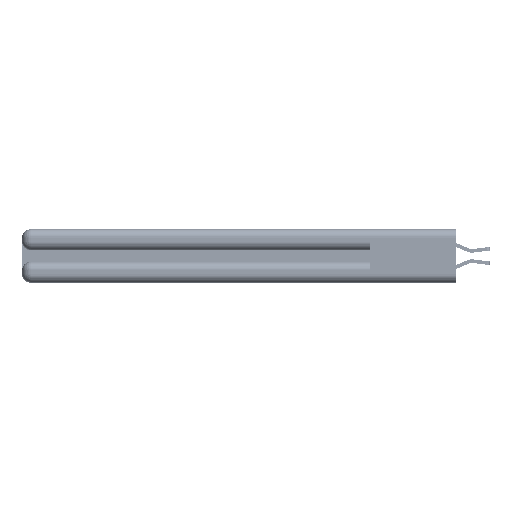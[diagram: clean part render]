
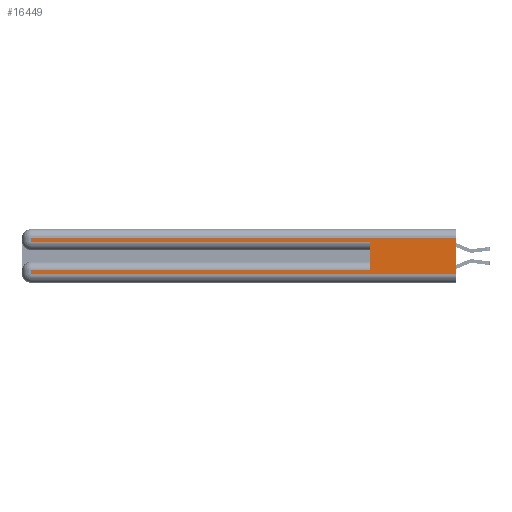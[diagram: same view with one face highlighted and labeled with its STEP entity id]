
A CAD part, left-side view. The second image highlights one B-rep face of the part: STEP entity #16449.
In plain terms, the highlighted planar face has unit normal (-1, 0, 0).
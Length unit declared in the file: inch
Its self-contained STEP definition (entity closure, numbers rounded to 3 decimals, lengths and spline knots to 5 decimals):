
#209 = EDGE_CURVE ( 'NONE', #9626, #6589, #47403, .T. ) ;
#254 = CARTESIAN_POINT ( 'NONE',  ( 0., 0.6, 0.285 ) ) ;
#1311 = CARTESIAN_POINT ( 'NONE',  ( 0., 2.94, 0.285 ) ) ;
#1435 = DIRECTION ( 'NONE',  ( 1., 0., 0. ) ) ;
#2688 = EDGE_CURVE ( 'NONE', #9626, #34852, #22075, .T. ) ;
#3000 = VECTOR ( 'NONE', #46342, 39.37008 ) ;
#3082 = VERTEX_POINT ( 'NONE', #35701 ) ;
#3112 = VECTOR ( 'NONE', #27419, 39.37008 ) ;
#3310 = VECTOR ( 'NONE', #4887, 39.37008 ) ;
#4887 = DIRECTION ( 'NONE',  ( 0., -1., 0. ) ) ;
#4897 = EDGE_CURVE ( 'NONE', #22660, #8340, #35590, .T. ) ;
#5218 = ORIENTED_EDGE ( 'NONE', *, *, #41436, .T. ) ;
#5602 = VERTEX_POINT ( 'NONE', #1311 ) ;
#5763 = LINE ( 'NONE', #12503, #3310 ) ;
#6589 = VERTEX_POINT ( 'NONE', #45854 ) ;
#8340 = VERTEX_POINT ( 'NONE', #29857 ) ;
#9291 = DIRECTION ( 'NONE',  ( 0., 1., 0. ) ) ;
#9626 = VERTEX_POINT ( 'NONE', #45256 ) ;
#10123 = FACE_OUTER_BOUND ( 'NONE', #43900, .T. ) ;
#10577 = DIRECTION ( 'NONE',  ( 0., 0., 1. ) ) ;
#10690 = VERTEX_POINT ( 'NONE', #33000 ) ;
#12503 = CARTESIAN_POINT ( 'NONE',  ( 0., 0., 0.285 ) ) ;
#13018 = DIRECTION ( 'NONE',  ( 0., 0., -1. ) ) ;
#13315 = LINE ( 'NONE', #22642, #3000 ) ;
#14674 = AXIS2_PLACEMENT_3D ( 'NONE', #28110, #1435, #28284 ) ;
#15059 = DIRECTION ( 'NONE',  ( 0., -1., 0. ) ) ;
#15911 = DIRECTION ( 'NONE',  ( 0., 1., 0. ) ) ;
#15937 = CARTESIAN_POINT ( 'NONE',  ( 0., 0., 0.37 ) ) ;
#16449 = ADVANCED_FACE ( 'NONE', ( #10123 ), #47267, .F. ) ;
#16998 = VECTOR ( 'NONE', #9291, 39.37008 ) ;
#18337 = EDGE_CURVE ( 'NONE', #8340, #5602, #20062, .T. ) ;
#19025 = ORIENTED_EDGE ( 'NONE', *, *, #209, .T. ) ;
#19507 = ORIENTED_EDGE ( 'NONE', *, *, #2688, .F. ) ;
#20062 = LINE ( 'NONE', #35826, #30169 ) ;
#21808 = CARTESIAN_POINT ( 'NONE',  ( 0., 0., 0.31 ) ) ;
#22075 = LINE ( 'NONE', #37235, #31031 ) ;
#22642 = CARTESIAN_POINT ( 'NONE',  ( 0., 2.94, 0.37 ) ) ;
#22660 = VERTEX_POINT ( 'NONE', #21808 ) ;
#23035 = VECTOR ( 'NONE', #15911, 39.37008 ) ;
#24705 = EDGE_CURVE ( 'NONE', #5602, #34852, #5763, .T. ) ;
#25715 = EDGE_CURVE ( 'NONE', #3082, #10690, #38657, .T. ) ;
#27322 = VECTOR ( 'NONE', #15059, 39.37008 ) ;
#27419 = DIRECTION ( 'NONE',  ( 0., 0., -1. ) ) ;
#28110 = CARTESIAN_POINT ( 'NONE',  ( 0., 0., 0.37 ) ) ;
#28248 = ORIENTED_EDGE ( 'NONE', *, *, #18337, .T. ) ;
#28284 = DIRECTION ( 'NONE',  ( 0., 0., -1. ) ) ;
#29857 = CARTESIAN_POINT ( 'NONE',  ( 0., 2.94, 0.31 ) ) ;
#30169 = VECTOR ( 'NONE', #13018, 39.37008 ) ;
#30196 = CARTESIAN_POINT ( 'NONE',  ( 0., 0., 0.06 ) ) ;
#31031 = VECTOR ( 'NONE', #10577, 39.37008 ) ;
#31573 = ORIENTED_EDGE ( 'NONE', *, *, #4897, .T. ) ;
#33000 = CARTESIAN_POINT ( 'NONE',  ( 0., 0., 0.06 ) ) ;
#33302 = EDGE_CURVE ( 'NONE', #22660, #10690, #44994, .T. ) ;
#34852 = VERTEX_POINT ( 'NONE', #254 ) ;
#34899 = CARTESIAN_POINT ( 'NONE',  ( 0., 0., 0.31 ) ) ;
#35590 = LINE ( 'NONE', #34899, #23035 ) ;
#35701 = CARTESIAN_POINT ( 'NONE',  ( 0., 2.94, 0.06 ) ) ;
#35826 = CARTESIAN_POINT ( 'NONE',  ( 0., 2.94, 0.37 ) ) ;
#37235 = CARTESIAN_POINT ( 'NONE',  ( 0., 0.6, 0.145 ) ) ;
#37481 = ORIENTED_EDGE ( 'NONE', *, *, #25715, .T. ) ;
#38657 = LINE ( 'NONE', #30196, #27322 ) ;
#39026 = ORIENTED_EDGE ( 'NONE', *, *, #24705, .T. ) ;
#41171 = ORIENTED_EDGE ( 'NONE', *, *, #33302, .F. ) ;
#41436 = EDGE_CURVE ( 'NONE', #6589, #3082, #13315, .T. ) ;
#43411 = CARTESIAN_POINT ( 'NONE',  ( 0., 0., 0.085 ) ) ;
#43900 = EDGE_LOOP ( 'NONE', ( #41171, #31573, #28248, #39026, #19507, #19025, #5218, #37481 ) ) ;
#44994 = LINE ( 'NONE', #15937, #3112 ) ;
#45256 = CARTESIAN_POINT ( 'NONE',  ( 0., 0.6, 0.085 ) ) ;
#45854 = CARTESIAN_POINT ( 'NONE',  ( 0., 2.94, 0.085 ) ) ;
#46342 = DIRECTION ( 'NONE',  ( 0., 0., -1. ) ) ;
#47267 = PLANE ( 'NONE',  #14674 ) ;
#47403 = LINE ( 'NONE', #43411, #16998 ) ;
